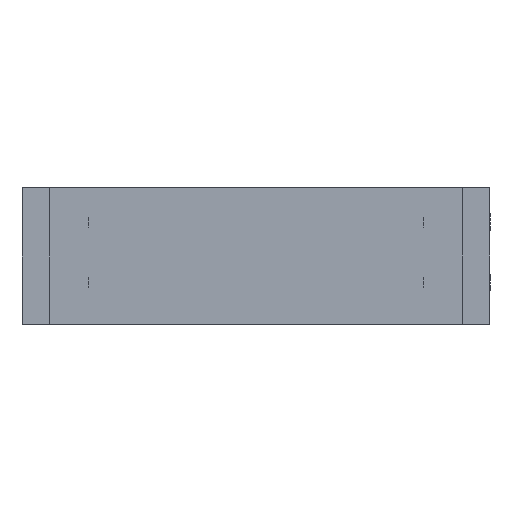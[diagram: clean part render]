
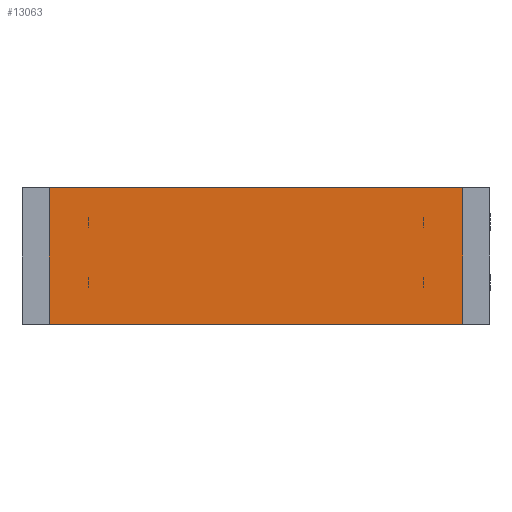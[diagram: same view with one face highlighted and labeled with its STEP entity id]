
A CAD part, left-side view. The second image highlights one B-rep face of the part: STEP entity #13063.
In plain terms, the highlighted planar face has unit normal (-1, 0, 0).
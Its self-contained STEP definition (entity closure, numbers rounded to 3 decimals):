
#691 = PLANE ( 'NONE',  #13805 ) ;
#692 = CARTESIAN_POINT ( 'NONE',  ( -69.092, 99., -51.75 ) ) ;
#693 = DIRECTION ( 'NONE',  ( -1., 0., 0. ) ) ;
#694 = DIRECTION ( 'NONE',  ( 0., 0., 1. ) ) ;
#4285 = ORIENTED_EDGE ( 'NONE', *, *, #11001, .F. ) ;
#4286 = ORIENTED_EDGE ( 'NONE', *, *, #11002, .T. ) ;
#4287 = ORIENTED_EDGE ( 'NONE', *, *, #11000, .F. ) ;
#4288 = ORIENTED_EDGE ( 'NONE', *, *, #11003, .T. ) ;
#6097 = VERTEX_POINT ( 'NONE', #9089 ) ;
#6098 = VERTEX_POINT ( 'NONE', #9090 ) ;
#6099 = VERTEX_POINT ( 'NONE', #9091 ) ;
#6100 = VERTEX_POINT ( 'NONE', #9092 ) ;
#7229 = LINE ( 'NONE', #7230, #12174 ) ;
#7230 = CARTESIAN_POINT ( 'NONE',  ( -69.092, 99., -51.75 ) ) ;
#7231 = DIRECTION ( 'NONE',  ( 0., 0., 1. ) ) ;
#7232 = LINE ( 'NONE', #7233, #14259 ) ;
#7233 = CARTESIAN_POINT ( 'NONE',  ( -69.092, 99., -20. ) ) ;
#7234 = DIRECTION ( 'NONE',  ( 0., -1., 0. ) ) ;
#7235 = LINE ( 'NONE', #7236, #14261 ) ;
#7236 = CARTESIAN_POINT ( 'NONE',  ( -69.092, 99., -51.75 ) ) ;
#7237 = DIRECTION ( 'NONE',  ( 0., -1., 0. ) ) ;
#7238 = LINE ( 'NONE', #7239, #14263 ) ;
#7239 = CARTESIAN_POINT ( 'NONE',  ( -69.092, 1., -51.75 ) ) ;
#7240 = DIRECTION ( 'NONE',  ( 0., 0., 1. ) ) ;
#9089 = CARTESIAN_POINT ( 'NONE',  ( -69.092, 1., -51.75 ) ) ;
#9090 = CARTESIAN_POINT ( 'NONE',  ( -69.092, 99., -51.75 ) ) ;
#9091 = CARTESIAN_POINT ( 'NONE',  ( -69.092, 1., -20. ) ) ;
#9092 = CARTESIAN_POINT ( 'NONE',  ( -69.092, 99., -20. ) ) ;
#11000 = EDGE_CURVE ( 'NONE', #6098, #6100, #7229, .T. ) ;
#11001 = EDGE_CURVE ( 'NONE', #6100, #6099, #7232, .T. ) ;
#11002 = EDGE_CURVE ( 'NONE', #6098, #6097, #7235, .T. ) ;
#11003 = EDGE_CURVE ( 'NONE', #6097, #6099, #7238, .T. ) ;
#12174 = VECTOR ( 'NONE', #7231, 1000. ) ;
#13063 = ADVANCED_FACE ( 'NONE', ( #13803 ), #691, .T. ) ;
#13803 = FACE_OUTER_BOUND ( 'NONE', #17917, .T. ) ;
#13805 = AXIS2_PLACEMENT_3D ( 'NONE', #692, #693, #694 ) ;
#14259 = VECTOR ( 'NONE', #7234, 1000. ) ;
#14261 = VECTOR ( 'NONE', #7237, 1000. ) ;
#14263 = VECTOR ( 'NONE', #7240, 1000. ) ;
#17917 = EDGE_LOOP ( 'NONE', ( #4285, #4287, #4286, #4288 ) ) ;
